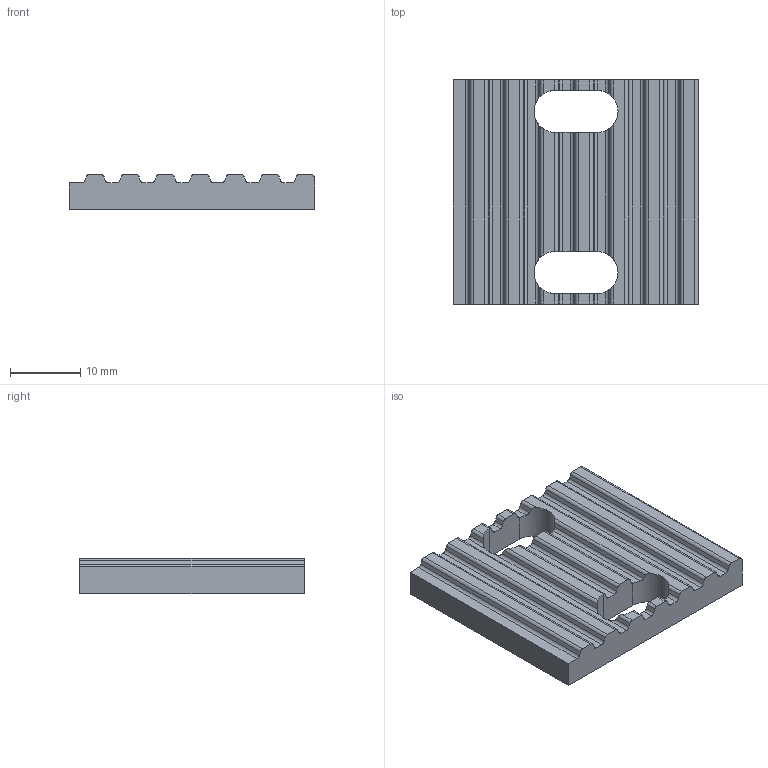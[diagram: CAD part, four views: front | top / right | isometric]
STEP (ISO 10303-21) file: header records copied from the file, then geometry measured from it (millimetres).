
FILE_DESCRIPTION(('CATIA V5 STEP Exchange'),'2;1');
FILE_NAME('arretCourroieJulienPAGNOT.stp','2016-03-01T18:49:13+00:00',('none'),('none'),'CATIA Version 5 Release 20 GA (IN-10)','CATIA V5 STEP AP203','none');
FILE_SCHEMA(('CONFIG_CONTROL_DESIGN'));
Length unit declared in the file: millimetre
Products named in the file (1): pincecreneau
Bounding box: 35 x 32 x 5 mm (x, y, z)
Volume: 4420.2 mm3; surface area: 3084.8 mm2
Topology: 1 solids, 1 shells, 106 faces, 318 edges, 212 vertices
Faces by surface type: plane 55, cylinder 51
Entity records: 3352 total; most frequent: CARTESIAN_POINT 697, ORIENTED_EDGE 636, DIRECTION 400, EDGE_CURVE 318, VERTEX_POINT 212, VECTOR 192, LINE 192, AXIS2_PLACEMENT_3D 153
